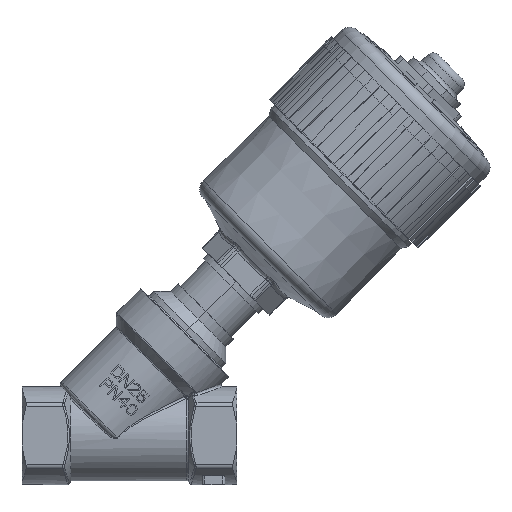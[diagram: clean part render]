
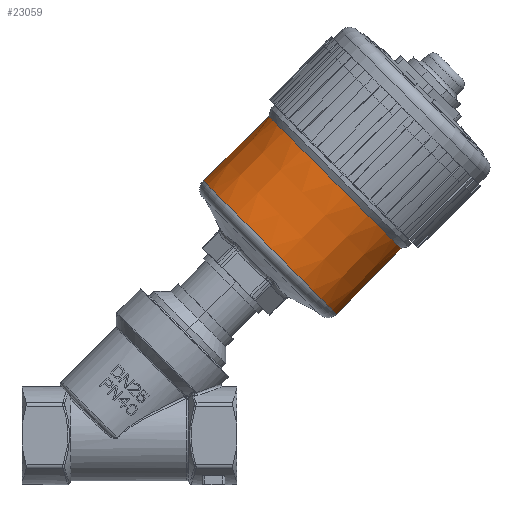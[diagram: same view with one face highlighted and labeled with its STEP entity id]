
A CAD part, top view. The second image highlights one B-rep face of the part: STEP entity #23059.
In plain terms, the highlighted conical face has half-angle 0.555 degrees and reference radius 39.304 mm.
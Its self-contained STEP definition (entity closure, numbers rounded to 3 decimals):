
#19411=DIRECTION('',(0.01,0.,1.));
#19412=VECTOR('',#19411,38.512);
#19413=CARTESIAN_POINT('',(39.118,0.,
-58.66));
#19414=LINE('',#19413,#19412);
#19449=DIRECTION('',(0.01,0.,-1.));
#19450=VECTOR('',#19449,38.512);
#19451=CARTESIAN_POINT('',(-39.491,0.,
-20.15));
#19452=LINE('',#19451,#19450);
#19610=CARTESIAN_POINT('',(0.,0.,-58.66));
#19611=DIRECTION('',(0.,0.,1.));
#19612=DIRECTION('',(-1.,0.,0.));
#19613=AXIS2_PLACEMENT_3D('',#19610,#19611,#19612);
#19623=CARTESIAN_POINT('',(0.,0.,-20.15));
#19624=DIRECTION('',(0.,0.,-1.));
#19625=DIRECTION('',(1.,0.,0.));
#19626=AXIS2_PLACEMENT_3D('',#19623,#19624,#19625);
#20684=CARTESIAN_POINT('',(39.491,0.,-20.15));
#20685=CARTESIAN_POINT('',(-39.491,0.,
-20.15));
#20686=VERTEX_POINT('',#20684);
#20687=VERTEX_POINT('',#20685);
#20692=CARTESIAN_POINT('',(-39.118,0.,
-58.66));
#20693=CARTESIAN_POINT('',(39.118,0.,
-58.66));
#20694=VERTEX_POINT('',#20692);
#20695=VERTEX_POINT('',#20693);
#23047=CARTESIAN_POINT('',(0.,0.,-39.405));
#23048=DIRECTION('',(0.,0.,1.));
#23049=DIRECTION('',(-1.,0.,0.));
#23050=AXIS2_PLACEMENT_3D('',#23047,#23048,#23049);
#23051=CONICAL_SURFACE('',#23050,39.304,0.555);
#23052=ORIENTED_EDGE('',*,*,#23014,.F.);
#23053=ORIENTED_EDGE('',*,*,#22737,.F.);
#23055=ORIENTED_EDGE('',*,*,#23054,.F.);
#23056=ORIENTED_EDGE('',*,*,#22725,.F.);
#23057=EDGE_LOOP('',(#23052,#23053,#23055,#23056));
#23058=FACE_OUTER_BOUND('',#23057,.F.);
#23059=ADVANCED_FACE('',(#23058),#23051,.T.);
#19614=CIRCLE('',#19613,39.118);
#19627=CIRCLE('',#19626,39.491);
#22725=EDGE_CURVE('',#20695,#20686,#19414,.T.);
#22737=EDGE_CURVE('',#20687,#20694,#19452,.T.);
#23014=EDGE_CURVE('',#20694,#20695,#19614,.T.);
#23054=EDGE_CURVE('',#20686,#20687,#19627,.T.);
